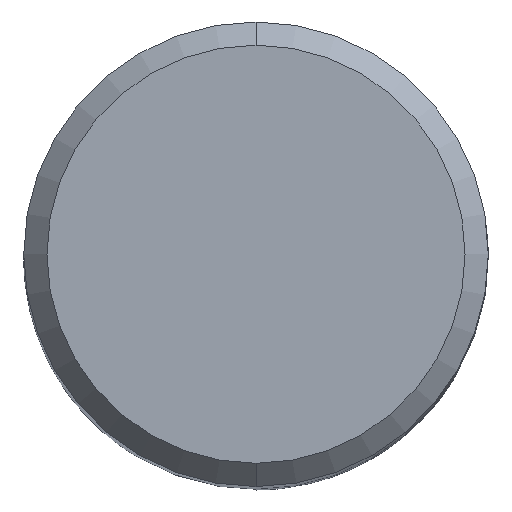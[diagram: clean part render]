
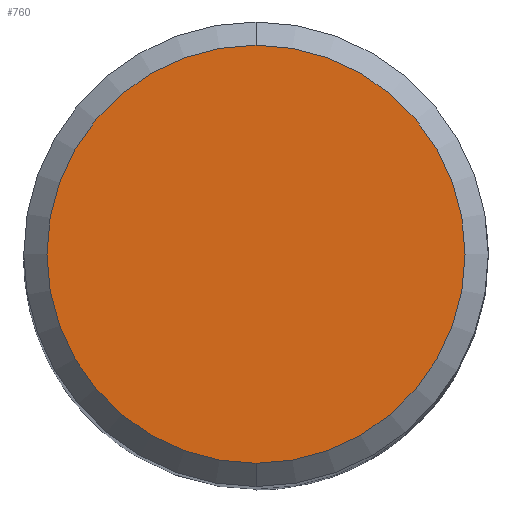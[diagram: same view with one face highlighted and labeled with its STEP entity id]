
A CAD part, top view. The second image highlights one B-rep face of the part: STEP entity #760.
In plain terms, the highlighted planar face has unit normal (0, 0, 1).
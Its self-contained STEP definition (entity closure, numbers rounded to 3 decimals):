
#398=VERTEX_POINT('',#1024);
#430=VERTEX_POINT('',#1057);
#760=ADVANCED_FACE('',(#1418),#1419,.T.);
#784=EDGE_CURVE('',#430,#398,#1446,.T.);
#884=EDGE_CURVE('',#398,#430,#1556,.T.);
#1024=CARTESIAN_POINT('',(0.,-7.2,0.0));
#1057=CARTESIAN_POINT('',(0.0,7.2,0.0));
#1418=FACE_OUTER_BOUND('',#2432,.T.);
#1419=PLANE('',#2433);
#1446=CIRCLE('',#2465,7.2);
#1556=CIRCLE('',#2647,7.2);
#2432=EDGE_LOOP('',(#3219,#3220));
#2433=AXIS2_PLACEMENT_3D('',#3221,#3222,#3223);
#2465=AXIS2_PLACEMENT_3D('',#3255,#3256,#3257);
#2647=AXIS2_PLACEMENT_3D('',#3387,#3388,#3389);
#3219=ORIENTED_EDGE('',*,*,#784,.F.);
#3220=ORIENTED_EDGE('',*,*,#884,.F.);
#3221=CARTESIAN_POINT('',(0.0,3.6,0.0));
#3222=DIRECTION('',(-0.0,0.0,1.0));
#3223=DIRECTION('',(0.0,-1.0,0.0));
#3255=CARTESIAN_POINT('',(0.0,0.0,0.0));
#3256=DIRECTION('',(0.0,0.0,-1.0));
#3257=DIRECTION('',(0.0,1.0,0.0));
#3387=CARTESIAN_POINT('',(0.0,0.0,0.0));
#3388=DIRECTION('',(0.0,0.0,-1.0));
#3389=DIRECTION('',(0.0,1.0,0.0));
